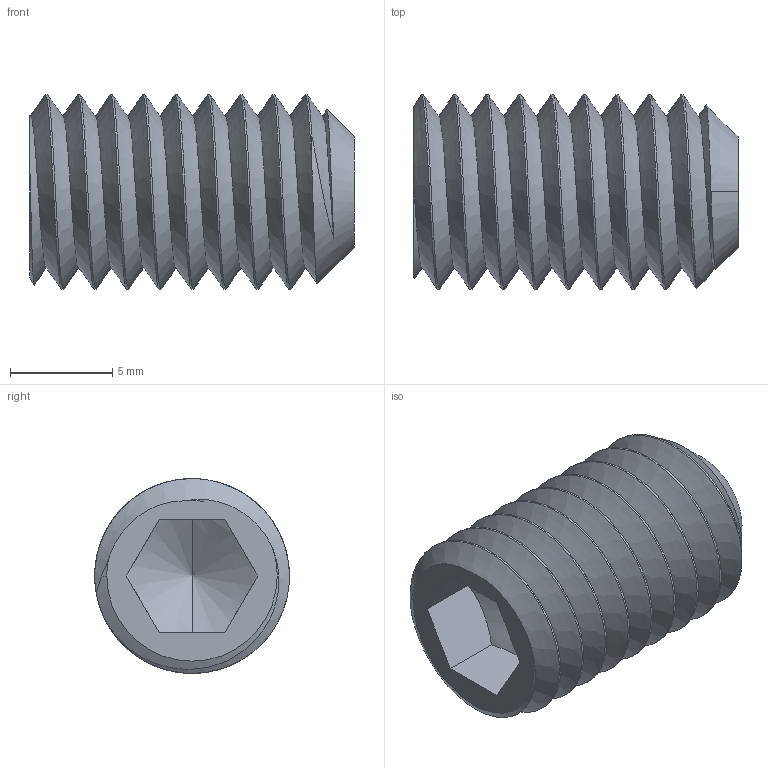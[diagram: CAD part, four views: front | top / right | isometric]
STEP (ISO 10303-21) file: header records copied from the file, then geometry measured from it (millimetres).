
FILE_DESCRIPTION (( 'STEP AP214' ), '1' );
FILE_NAME ('SERIES 049 - SOCKET SET SCREWS.STEP', '2011-09-22T11:52:30', ( 'RSmith' ), ( 'Austin Hardware' ), 'SwSTEP 2.0', 'SolidWorks 2011', '' );
FILE_SCHEMA (( 'AUTOMOTIVE_DESIGN' ));
Length unit declared in the file: inch
Products named in the file (1): SERIES 049 - SOCKET SET SCREWS
Bounding box: 15.88 x 9.52 x 9.53 mm (x, y, z)
Volume: 770.9 mm3; surface area: 840.2 mm2
Topology: 1 solids, 1 shells, 37 faces, 103 edges, 67 vertices
Faces by surface type: cylinder 18, plane 8, cone 6, sphere 3, bspline 2
Entity records: 6829 total; most frequent: CARTESIAN_POINT 5953, ORIENTED_EDGE 202, DIRECTION 129, EDGE_CURVE 101, VERTEX_POINT 67, B_SPLINE_CURVE_WITH_KNOTS 55, AXIS2_PLACEMENT_3D 47, EDGE_LOOP 38
